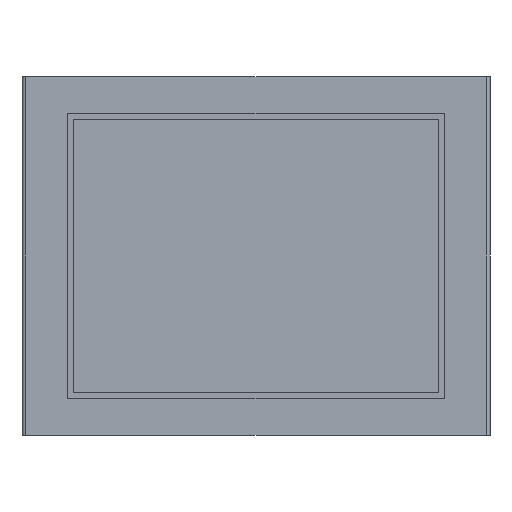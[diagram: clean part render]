
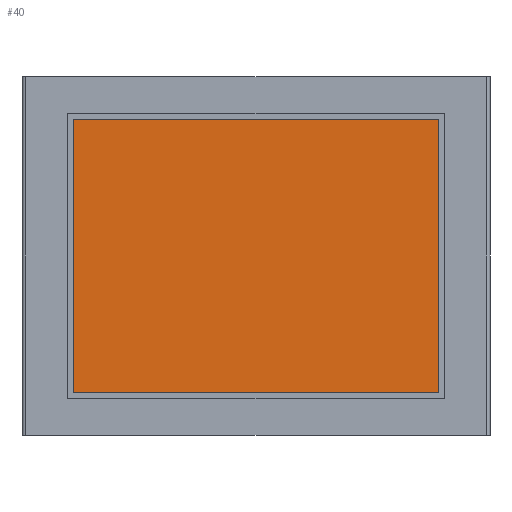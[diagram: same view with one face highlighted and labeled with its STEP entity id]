
A CAD part, front view. The second image highlights one B-rep face of the part: STEP entity #40.
In plain terms, the highlighted planar face has unit normal (0, -1, 0).
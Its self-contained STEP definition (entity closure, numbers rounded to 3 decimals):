
#1=CARTESIAN_POINT('POINT16469',(123.063,-4.746,92.202));
#2=VERTEX_POINT('VERTEX16469',#1);
#3=CARTESIAN_POINT('POINT16470',(123.063,-4.746,-92.202))
   ;
#4=VERTEX_POINT('VERTEX16470',#3);
#5=CARTESIAN_POINT('POS31579',(123.063,-4.746,0.));
#6=DIRECTION('DIR41807',(0.,0.,-1.));
#7=VECTOR('VEC21351',#6,25.4);
#8=LINE('STRAIGHT21351',#5,#7);
#9=EDGE_CURVE('EDGE24977',#2,#4,#8,.T.);
#10=ORIENTED_EDGE('COEDGE49953',*,*,#9,.F.);
#11=CARTESIAN_POINT('POINT16471',(-123.063,-4.746,92.202)
   );
#12=VERTEX_POINT('VERTEX16471',#11);
#13=CARTESIAN_POINT('POS31580',(0.,-4.746,92.202));
#14=DIRECTION('DIR41808',(-1.,0.,0.));
#15=VECTOR('VEC21352',#14,25.4);
#16=LINE('STRAIGHT21352',#13,#15);
#17=EDGE_CURVE('EDGE24978',#2,#12,#16,.T.);
#18=ORIENTED_EDGE('COEDGE49954',*,*,#17,.T.);
#19=CARTESIAN_POINT('POINT16472',(-123.063,-4.746,-92.202
   ));
#20=VERTEX_POINT('VERTEX16472',#19);
#21=CARTESIAN_POINT('POS31581',(-123.063,-4.746,0.));
#22=DIRECTION('DIR41809',(0.,0.,-1.));
#23=VECTOR('VEC21353',#22,25.4);
#24=LINE('STRAIGHT21353',#21,#23);
#25=EDGE_CURVE('EDGE24979',#12,#20,#24,.T.);
#26=ORIENTED_EDGE('COEDGE49955',*,*,#25,.T.);
#27=CARTESIAN_POINT('POS31582',(0.,-4.746,-92.202));
#28=DIRECTION('DIR41810',(1.,0.,0.));
#29=VECTOR('VEC21354',#28,25.4);
#30=LINE('STRAIGHT21354',#27,#29);
#31=EDGE_CURVE('EDGE24980',#20,#4,#30,.T.);
#32=ORIENTED_EDGE('COEDGE49956',*,*,#31,.T.);
#33=EDGE_LOOP('NONE',(#10,#18,#26,#32));
#34=FACE_BOUND('LOOP1',#33,.T.);
#35=CARTESIAN_POINT('POS31583',(0.,-4.746,0.));
#36=DIRECTION('DIR41811',(0.,-1.,0.));
#37=DIRECTION('DIR41812',(1.,0.,0.));
#38=AXIS2_PLACEMENT_3D('AXIS10229',#35,#36,#37);
#39=PLANE('PLANE7404',#38);
#40=ADVANCED_FACE('FACE9722',(#34),#39,.T.);
